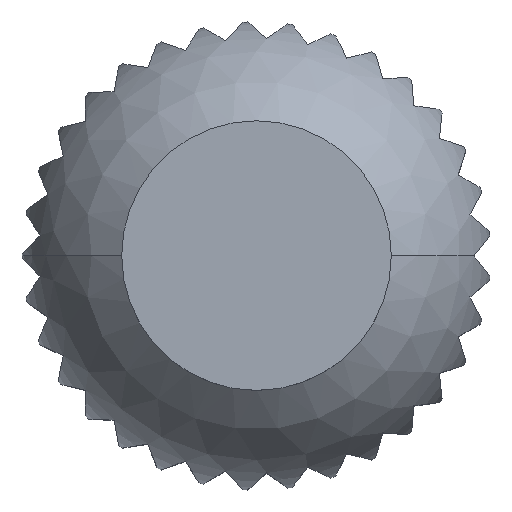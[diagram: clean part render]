
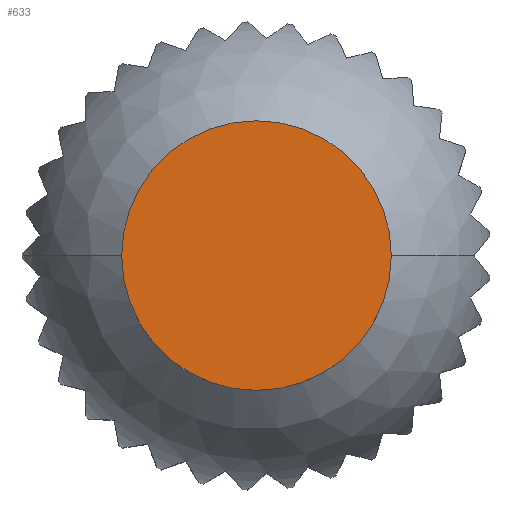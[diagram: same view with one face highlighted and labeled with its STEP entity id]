
A CAD part, top view. The second image highlights one B-rep face of the part: STEP entity #633.
In plain terms, the highlighted planar face has unit normal (0, 0, 1).
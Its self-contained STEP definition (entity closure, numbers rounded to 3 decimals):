
#581=VERTEX_POINT('',#1531);
#633=ADVANCED_FACE('',(#1594),#1595,.T.);
#919=EDGE_CURVE('',#581,#937,#1935,.T.);
#937=VERTEX_POINT('',#1954);
#1181=EDGE_CURVE('',#937,#581,#2246,.T.);
#1531=CARTESIAN_POINT('',(11.5,0.,82.5));
#1594=FACE_OUTER_BOUND('',#2748,.T.);
#1595=PLANE('',#2749);
#1935=CIRCLE('',#3221,11.5);
#1954=CARTESIAN_POINT('',(-11.5,0.,82.5));
#2246=CIRCLE('',#3680,11.5);
#2748=EDGE_LOOP('',(#4249,#4250));
#2749=AXIS2_PLACEMENT_3D('',#4251,#4252,#4253);
#3221=AXIS2_PLACEMENT_3D('',#4670,#4671,#4672);
#3680=AXIS2_PLACEMENT_3D('',#5079,#5080,#5081);
#4249=ORIENTED_EDGE('',*,*,#919,.T.);
#4250=ORIENTED_EDGE('',*,*,#1181,.T.);
#4251=CARTESIAN_POINT('',(5.75,0.,82.5));
#4252=DIRECTION('',(0.0,0.0,1.0));
#4253=DIRECTION('',(-1.0,0.,0.0));
#4670=CARTESIAN_POINT('',(0.,0.,82.5));
#4671=DIRECTION('',(0.0,0.0,1.0));
#4672=DIRECTION('',(1.0,0.,0.0));
#5079=CARTESIAN_POINT('',(0.,0.,82.5));
#5080=DIRECTION('',(0.0,0.0,1.0));
#5081=DIRECTION('',(1.0,0.,0.0));
